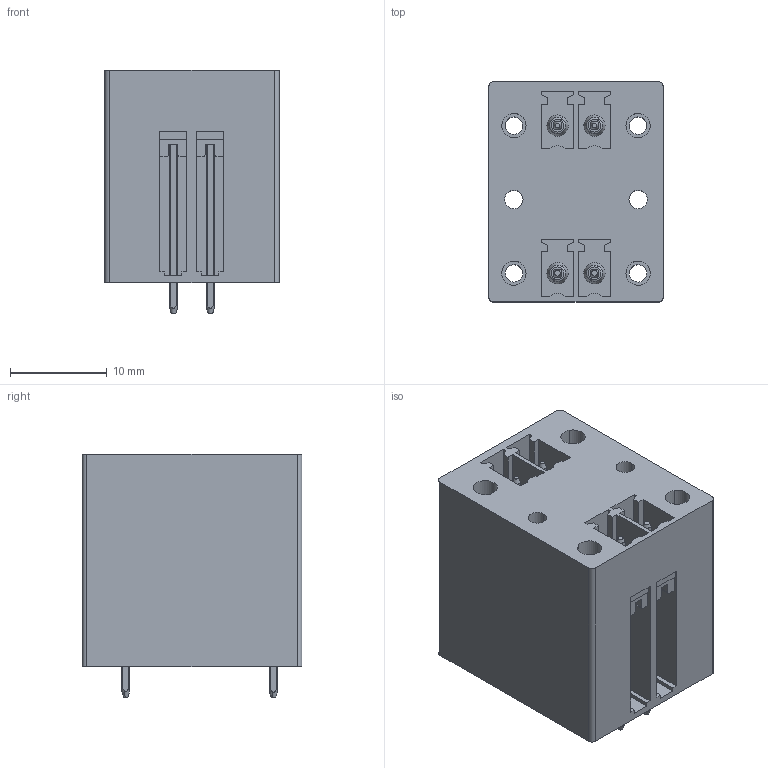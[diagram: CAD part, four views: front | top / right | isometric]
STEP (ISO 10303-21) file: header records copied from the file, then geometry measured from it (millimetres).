
FILE_DESCRIPTION(('CATIA V5 STEP Exchange','CAx-IF Rec.Pracs.--- Model Styling and Organization---1.2---2011-12-15'),'2;1');
FILE_NAME ('D1447145_0', '2018-09-29T11:31:52+00:00', ('none'), ('Weidmueller'), 'CATIA Version 5-6 Release 2014', 'CATIA V5 STEP AP214', 'none');
FILE_SCHEMA(('AUTOMOTIVE_DESIGN { 1 0 10303 214 1 1 1 1 }'));
Length unit declared in the file: millimetre
Products named in the file (1): 1030440000
Bounding box: 18.01 x 22.7 x 25.1 mm (x, y, z)
Volume: 7703.5 mm3; surface area: 4567.8 mm2
Topology: 5 solids, 5 shells, 272 faces, 728 edges, 480 vertices
Faces by surface type: plane 162, cylinder 70, cone 32, torus 8
Entity records: 8472 total; most frequent: CARTESIAN_POINT 2236, ORIENTED_EDGE 1456, DIRECTION 952, EDGE_CURVE 728, VECTOR 484, LINE 484, VERTEX_POINT 480, AXIS2_PLACEMENT_3D 321
